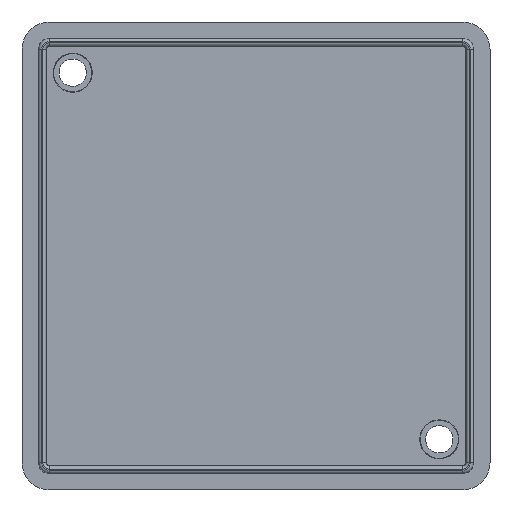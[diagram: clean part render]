
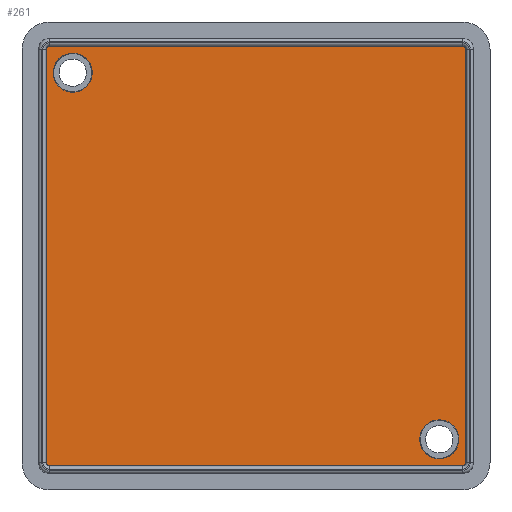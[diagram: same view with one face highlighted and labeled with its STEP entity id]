
A CAD part, top view. The second image highlights one B-rep face of the part: STEP entity #261.
In plain terms, the highlighted planar face has unit normal (0, 0, 1).
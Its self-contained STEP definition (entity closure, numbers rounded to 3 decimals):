
#185 = VERTEX_POINT('',#186);
#186 = CARTESIAN_POINT('',(-21.,23.5,2.));
#192 = EDGE_CURVE('',#185,#185,#193,.T.);
#193 = CIRCLE('',#194,2.5);
#194 = AXIS2_PLACEMENT_3D('',#195,#196,#197);
#195 = CARTESIAN_POINT('',(-23.5,23.5,2.));
#196 = DIRECTION('',(0.,0.,-1.));
#197 = DIRECTION('',(-1.,0.,0.));
#230 = VERTEX_POINT('',#231);
#231 = CARTESIAN_POINT('',(26.,-23.5,2.));
#237 = EDGE_CURVE('',#230,#230,#238,.T.);
#238 = CIRCLE('',#239,2.5);
#239 = AXIS2_PLACEMENT_3D('',#240,#241,#242);
#240 = CARTESIAN_POINT('',(23.5,-23.5,2.));
#241 = DIRECTION('',(0.,0.,-1.));
#242 = DIRECTION('',(-1.,0.,0.));
#261 = ADVANCED_FACE('',(#262,#332,#335),#338,.T.);
#262 = FACE_BOUND('',#263,.T.);
#263 = EDGE_LOOP('',(#264,#274,#283,#291,#300,#308,#317,#325));
#264 = ORIENTED_EDGE('',*,*,#265,.T.);
#265 = EDGE_CURVE('',#266,#268,#270,.T.);
#266 = VERTEX_POINT('',#267);
#267 = CARTESIAN_POINT('',(26.865,-26.5,2.));
#268 = VERTEX_POINT('',#269);
#269 = CARTESIAN_POINT('',(26.865,26.5,2.));
#270 = LINE('',#271,#272);
#271 = CARTESIAN_POINT('',(26.865,-26.5,2.));
#272 = VECTOR('',#273,1.);
#273 = DIRECTION('',(0.,1.,0.));
#274 = ORIENTED_EDGE('',*,*,#275,.T.);
#275 = EDGE_CURVE('',#268,#276,#278,.T.);
#276 = VERTEX_POINT('',#277);
#277 = CARTESIAN_POINT('',(26.5,26.865,2.));
#278 = CIRCLE('',#279,0.365);
#279 = AXIS2_PLACEMENT_3D('',#280,#281,#282);
#280 = CARTESIAN_POINT('',(26.5,26.5,2.));
#281 = DIRECTION('',(0.,0.,1.));
#282 = DIRECTION('',(1.,0.,-0.));
#283 = ORIENTED_EDGE('',*,*,#284,.T.);
#284 = EDGE_CURVE('',#276,#285,#287,.T.);
#285 = VERTEX_POINT('',#286);
#286 = CARTESIAN_POINT('',(-26.5,26.865,2.));
#287 = LINE('',#288,#289);
#288 = CARTESIAN_POINT('',(26.5,26.865,2.));
#289 = VECTOR('',#290,1.);
#290 = DIRECTION('',(-1.,0.,0.));
#291 = ORIENTED_EDGE('',*,*,#292,.T.);
#292 = EDGE_CURVE('',#285,#293,#295,.T.);
#293 = VERTEX_POINT('',#294);
#294 = CARTESIAN_POINT('',(-26.865,26.5,2.));
#295 = CIRCLE('',#296,0.365);
#296 = AXIS2_PLACEMENT_3D('',#297,#298,#299);
#297 = CARTESIAN_POINT('',(-26.5,26.5,2.));
#298 = DIRECTION('',(0.,-0.,1.));
#299 = DIRECTION('',(0.,1.,0.));
#300 = ORIENTED_EDGE('',*,*,#301,.T.);
#301 = EDGE_CURVE('',#293,#302,#304,.T.);
#302 = VERTEX_POINT('',#303);
#303 = CARTESIAN_POINT('',(-26.865,-26.5,2.));
#304 = LINE('',#305,#306);
#305 = CARTESIAN_POINT('',(-26.865,26.5,2.));
#306 = VECTOR('',#307,1.);
#307 = DIRECTION('',(0.,-1.,0.));
#308 = ORIENTED_EDGE('',*,*,#309,.T.);
#309 = EDGE_CURVE('',#302,#310,#312,.T.);
#310 = VERTEX_POINT('',#311);
#311 = CARTESIAN_POINT('',(-26.5,-26.865,2.));
#312 = CIRCLE('',#313,0.365);
#313 = AXIS2_PLACEMENT_3D('',#314,#315,#316);
#314 = CARTESIAN_POINT('',(-26.5,-26.5,2.));
#315 = DIRECTION('',(0.,0.,1.));
#316 = DIRECTION('',(-1.,0.,0.));
#317 = ORIENTED_EDGE('',*,*,#318,.T.);
#318 = EDGE_CURVE('',#310,#319,#321,.T.);
#319 = VERTEX_POINT('',#320);
#320 = CARTESIAN_POINT('',(26.5,-26.865,2.));
#321 = LINE('',#322,#323);
#322 = CARTESIAN_POINT('',(-26.5,-26.865,2.));
#323 = VECTOR('',#324,1.);
#324 = DIRECTION('',(1.,0.,0.));
#325 = ORIENTED_EDGE('',*,*,#326,.T.);
#326 = EDGE_CURVE('',#319,#266,#327,.T.);
#327 = CIRCLE('',#328,0.365);
#328 = AXIS2_PLACEMENT_3D('',#329,#330,#331);
#329 = CARTESIAN_POINT('',(26.5,-26.5,2.));
#330 = DIRECTION('',(0.,0.,1.));
#331 = DIRECTION('',(0.,-1.,0.));
#332 = FACE_BOUND('',#333,.T.);
#333 = EDGE_LOOP('',(#334));
#334 = ORIENTED_EDGE('',*,*,#192,.T.);
#335 = FACE_BOUND('',#336,.T.);
#336 = EDGE_LOOP('',(#337));
#337 = ORIENTED_EDGE('',*,*,#237,.T.);
#338 = PLANE('',#339);
#339 = AXIS2_PLACEMENT_3D('',#340,#341,#342);
#340 = CARTESIAN_POINT('',(0.,0.,2.));
#341 = DIRECTION('',(0.,0.,1.));
#342 = DIRECTION('',(1.,0.,0.));
